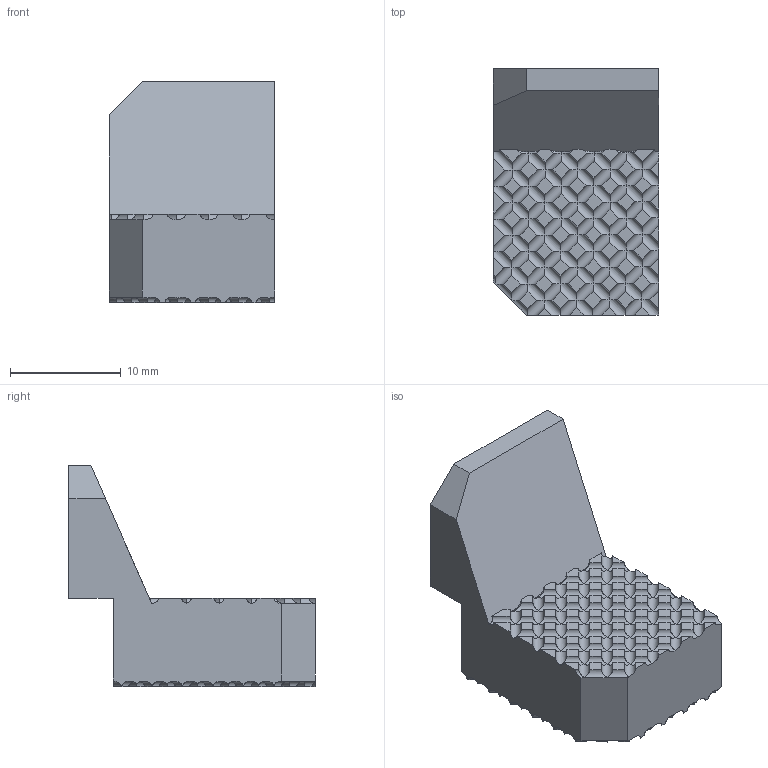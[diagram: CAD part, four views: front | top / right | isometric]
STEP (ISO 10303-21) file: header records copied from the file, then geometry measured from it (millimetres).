
FILE_DESCRIPTION(/* description */ (''),/* implementation_level */ '2;1');
FILE_NAME(/* name */ 'V05-04-07-03 - Front door handle.step',/* time_stamp */ '2021-08-27T00:26:56+03:00',/* author */ (''),/* organization */ (''),/* preprocessor_version */ 'ST-DEVELOPER v18.1',/* originating_system */ 'Autodesk Translation Framework v10.9.0.1377',/* authorisation */ '');
FILE_SCHEMA (('AUTOMOTIVE_DESIGN { 1 0 10303 214 3 1 1 }'));
Length unit declared in the file: millimetre
Products named in the file (1): V05-04-07-03 - Front door handle
Bounding box: 15 x 22.28 x 20 mm (x, y, z)
Volume: 2566.2 mm3; surface area: 1867.4 mm2
Topology: 1 solids, 1 shells, 458 faces, 1264 edges, 810 vertices
Faces by surface type: cylinder 281, plane 174, cone 3
Full cylindrical faces by diameter (mm): 2.8 x2
Entity records: 14773 total; most frequent: DIRECTION 2771, CARTESIAN_POINT 2533, ORIENTED_EDGE 2528, EDGE_CURVE 1264, AXIS2_PLACEMENT_3D 1048, VERTEX_POINT 810, LINE 675, VECTOR 675
